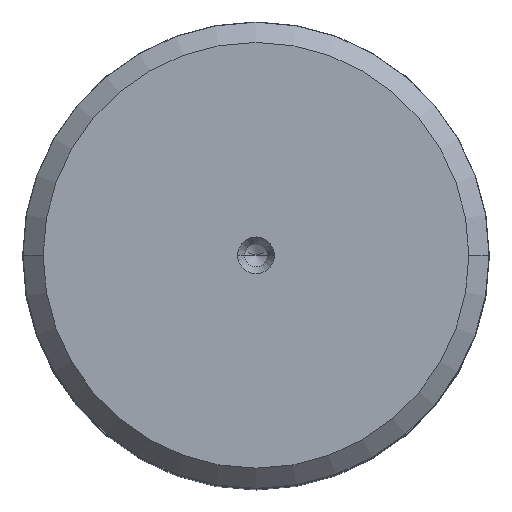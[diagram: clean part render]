
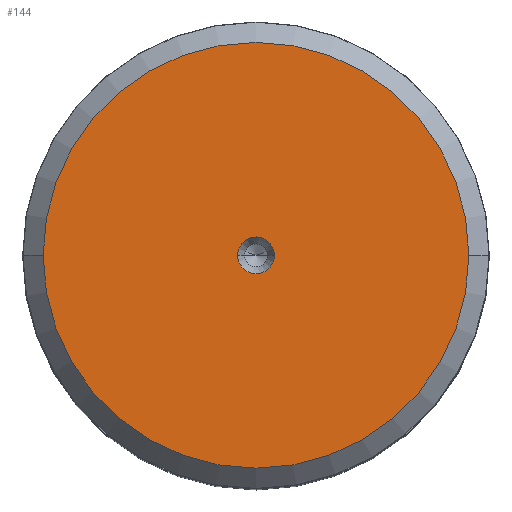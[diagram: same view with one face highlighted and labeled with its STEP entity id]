
A CAD part, top view. The second image highlights one B-rep face of the part: STEP entity #144.
In plain terms, the highlighted planar face has unit normal (0, 0, 1).
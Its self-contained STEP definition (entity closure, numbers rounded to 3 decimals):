
#44=PLANE('',#1232);
#51=FACE_BOUND('',#295,.T.);
#52=FACE_BOUND('',#296,.T.);
#144=ADVANCED_FACE('',(#51,#52),#44,.F.);
#295=EDGE_LOOP('',(#490,#491,#492,#493));
#296=EDGE_LOOP('',(#494,#495));
#490=ORIENTED_EDGE('',*,*,#772,.F.);
#491=ORIENTED_EDGE('',*,*,#776,.F.);
#492=ORIENTED_EDGE('',*,*,#775,.F.);
#493=ORIENTED_EDGE('',*,*,#773,.F.);
#494=ORIENTED_EDGE('',*,*,#777,.F.);
#495=ORIENTED_EDGE('',*,*,#778,.F.);
#656=VERTEX_POINT('',#1879);
#657=VERTEX_POINT('',#1881);
#658=VERTEX_POINT('',#1883);
#659=VERTEX_POINT('',#1887);
#660=VERTEX_POINT('',#1891);
#661=VERTEX_POINT('',#1892);
#772=EDGE_CURVE('',#656,#657,#888,.T.);
#773=EDGE_CURVE('',#657,#658,#889,.T.);
#775=EDGE_CURVE('',#658,#659,#890,.T.);
#776=EDGE_CURVE('',#659,#656,#891,.T.);
#777=EDGE_CURVE('',#660,#661,#892,.T.);
#778=EDGE_CURVE('',#661,#660,#893,.T.);
#888=CIRCLE('',#1224,23.165);
#889=CIRCLE('',#1225,23.165);
#890=CIRCLE('',#1227,23.165);
#891=CIRCLE('',#1228,23.165);
#892=CIRCLE('',#1230,2.);
#893=CIRCLE('',#1231,2.);
#1224=AXIS2_PLACEMENT_3D('',#1880,#1537,#1538);
#1225=AXIS2_PLACEMENT_3D('',#1882,#1539,#1540);
#1227=AXIS2_PLACEMENT_3D('',#1886,#1544,#1545);
#1228=AXIS2_PLACEMENT_3D('',#1888,#1546,#1547);
#1230=AXIS2_PLACEMENT_3D('',#1890,#1550,#1551);
#1231=AXIS2_PLACEMENT_3D('',#1893,#1552,#1553);
#1232=AXIS2_PLACEMENT_3D('',#1894,#1554,#1555);
#1537=DIRECTION('',(0.,0.,-1.));
#1538=DIRECTION('',(1.,0.,0.));
#1539=DIRECTION('',(0.,0.,-1.));
#1540=DIRECTION('',(0.,-1.,0.));
#1544=DIRECTION('',(0.,0.,-1.));
#1545=DIRECTION('',(-1.,0.,0.));
#1546=DIRECTION('',(0.,0.,-1.));
#1547=DIRECTION('',(0.,1.,0.));
#1550=DIRECTION('',(0.,0.,1.));
#1551=DIRECTION('',(1.,0.,0.));
#1552=DIRECTION('',(0.,0.,1.));
#1553=DIRECTION('',(-1.,0.,0.));
#1554=DIRECTION('',(0.,0.,-1.));
#1555=DIRECTION('',(0.,-1.,0.));
#1879=CARTESIAN_POINT('',(23.165,0.,0.));
#1880=CARTESIAN_POINT('',(0.,0.,0.));
#1881=CARTESIAN_POINT('',(0.,-23.165,0.));
#1882=CARTESIAN_POINT('',(0.,0.,0.));
#1883=CARTESIAN_POINT('',(-23.165,0.,0.));
#1886=CARTESIAN_POINT('',(0.,0.,0.));
#1887=CARTESIAN_POINT('',(0.,23.165,0.));
#1888=CARTESIAN_POINT('',(0.,0.,0.));
#1890=CARTESIAN_POINT('',(0.,0.,0.));
#1891=CARTESIAN_POINT('',(2.,0.,0.));
#1892=CARTESIAN_POINT('',(-2.,0.,0.));
#1893=CARTESIAN_POINT('',(0.,0.,0.));
#1894=CARTESIAN_POINT('',(0.,0.,0.));
